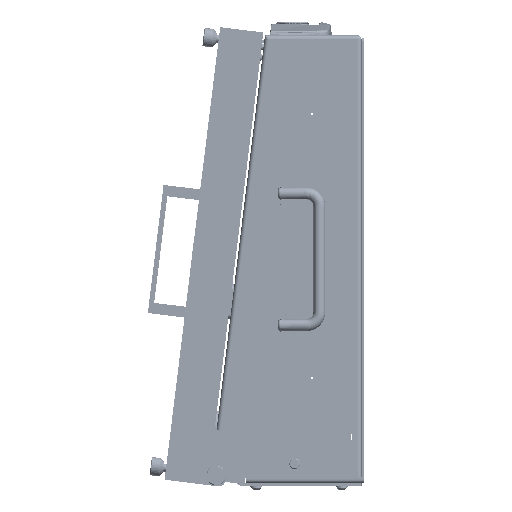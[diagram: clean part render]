
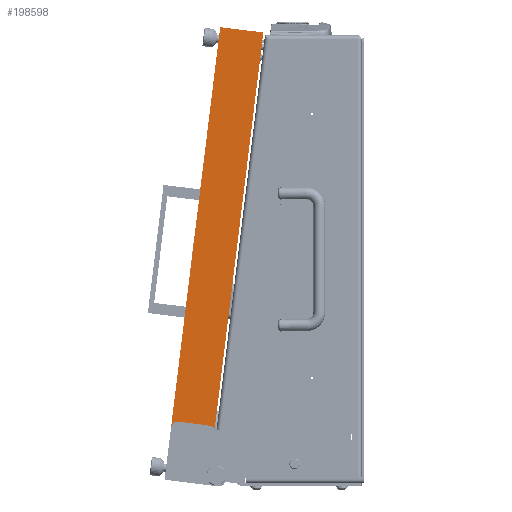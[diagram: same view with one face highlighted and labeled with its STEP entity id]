
A CAD part, left-side view. The second image highlights one B-rep face of the part: STEP entity #198598.
In plain terms, the highlighted planar face has unit normal (-1, 0, 0).
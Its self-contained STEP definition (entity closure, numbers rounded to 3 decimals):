
#8362 = CARTESIAN_POINT ( 'NONE',  ( -232.5, 28., -133. ) ) ;
#16355 = LINE ( 'NONE', #31552, #167535 ) ;
#24562 = ORIENTED_EDGE ( 'NONE', *, *, #188747, .F. ) ;
#28189 = LINE ( 'NONE', #59692, #99093 ) ;
#31552 = CARTESIAN_POINT ( 'NONE',  ( -232.5, 33., -128. ) ) ;
#33141 = CARTESIAN_POINT ( 'NONE',  ( -232.5, 7., -148. ) ) ;
#38088 = CARTESIAN_POINT ( 'NONE',  ( -232.5, 0., 173. ) ) ;
#42811 = PLANE ( 'NONE',  #132559 ) ;
#43437 = ORIENTED_EDGE ( 'NONE', *, *, #102130, .T. ) ;
#46283 = DIRECTION ( 'NONE',  ( 1., 0., 0. ) ) ;
#51776 = DIRECTION ( 'NONE',  ( 0., 0., -1. ) ) ;
#59692 = CARTESIAN_POINT ( 'NONE',  ( -232.5, 33., 173. ) ) ;
#62435 = ORIENTED_EDGE ( 'NONE', *, *, #220806, .T. ) ;
#73977 = DIRECTION ( 'NONE',  ( 0., 0., 1. ) ) ;
#76564 = VECTOR ( 'NONE', #73977, 1000. ) ;
#79766 = EDGE_LOOP ( 'NONE', ( #149081, #113482, #43437, #177106, #24562, #62435 ) ) ;
#89376 = EDGE_CURVE ( 'NONE', #182931, #213834, #185510, .T. ) ;
#91860 = VERTEX_POINT ( 'NONE', #98874 ) ;
#98874 = CARTESIAN_POINT ( 'NONE',  ( -232.5, 33., -133. ) ) ;
#99093 = VECTOR ( 'NONE', #99135, 1000. ) ;
#99135 = DIRECTION ( 'NONE',  ( 0., -1., 0. ) ) ;
#102130 = EDGE_CURVE ( 'NONE', #182931, #127552, #127408, .T. ) ;
#102484 = DIRECTION ( 'NONE',  ( 0., 1., 0. ) ) ;
#103294 = EDGE_CURVE ( 'NONE', #144250, #127552, #28189, .T. ) ;
#113482 = ORIENTED_EDGE ( 'NONE', *, *, #89376, .F. ) ;
#113723 = DIRECTION ( 'NONE',  ( 0., 0., -1. ) ) ;
#123072 = CARTESIAN_POINT ( 'NONE',  ( -232.5, 33., 173. ) ) ;
#124325 = VERTEX_POINT ( 'NONE', #190035 ) ;
#127408 = LINE ( 'NONE', #215779, #76564 ) ;
#127552 = VERTEX_POINT ( 'NONE', #38088 ) ;
#132559 = AXIS2_PLACEMENT_3D ( 'NONE', #205554, #46283, #113723 ) ;
#133431 = AXIS2_PLACEMENT_3D ( 'NONE', #33141, #226170, #51776 ) ;
#134962 = CARTESIAN_POINT ( 'NONE',  ( -232.5, 0., -129.265 ) ) ;
#137725 = CIRCLE ( 'NONE', #226842, 5. ) ;
#140076 = CARTESIAN_POINT ( 'NONE',  ( -232.5, 33., -173. ) ) ;
#140491 = EDGE_CURVE ( 'NONE', #213834, #124325, #16355, .T. ) ;
#142356 = LINE ( 'NONE', #140076, #145854 ) ;
#144250 = VERTEX_POINT ( 'NONE', #123072 ) ;
#145854 = VECTOR ( 'NONE', #193572, 1000. ) ;
#149081 = ORIENTED_EDGE ( 'NONE', *, *, #140491, .F. ) ;
#167535 = VECTOR ( 'NONE', #102484, 1000. ) ;
#174621 = CARTESIAN_POINT ( 'NONE',  ( -232.5, 7., -128. ) ) ;
#177106 = ORIENTED_EDGE ( 'NONE', *, *, #103294, .F. ) ;
#182931 = VERTEX_POINT ( 'NONE', #134962 ) ;
#185510 = CIRCLE ( 'NONE', #133431, 20. ) ;
#188747 = EDGE_CURVE ( 'NONE', #91860, #144250, #142356, .T. ) ;
#190035 = CARTESIAN_POINT ( 'NONE',  ( -232.5, 28., -128. ) ) ;
#193572 = DIRECTION ( 'NONE',  ( 0., 0., 1. ) ) ;
#198598 = ADVANCED_FACE ( 'NONE', ( #222981 ), #42811, .F. ) ;
#205554 = CARTESIAN_POINT ( 'NONE',  ( -232.5, 33., -173. ) ) ;
#213834 = VERTEX_POINT ( 'NONE', #174621 ) ;
#215779 = CARTESIAN_POINT ( 'NONE',  ( -232.5, 0., -173. ) ) ;
#220806 = EDGE_CURVE ( 'NONE', #91860, #124325, #137725, .T. ) ;
#222326 = DIRECTION ( 'NONE',  ( 0., 0., -1. ) ) ;
#222981 = FACE_OUTER_BOUND ( 'NONE', #79766, .T. ) ;
#223484 = DIRECTION ( 'NONE',  ( 1., 0., 0. ) ) ;
#226170 = DIRECTION ( 'NONE',  ( -1., 0., 0. ) ) ;
#226842 = AXIS2_PLACEMENT_3D ( 'NONE', #8362, #223484, #222326 ) ;
